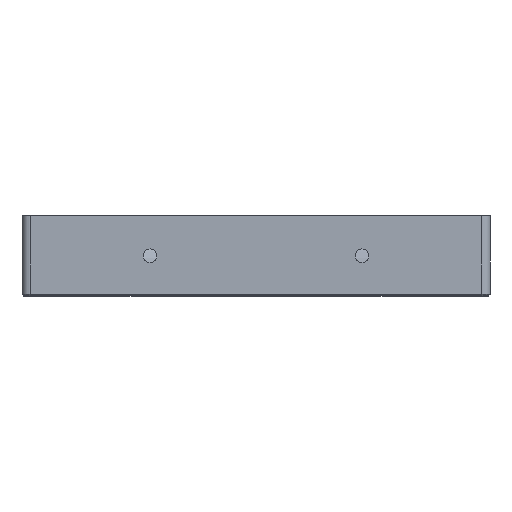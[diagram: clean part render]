
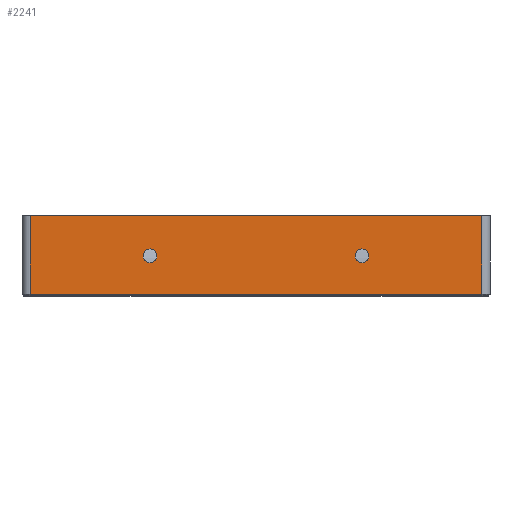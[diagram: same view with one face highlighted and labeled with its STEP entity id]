
A CAD part, top view. The second image highlights one B-rep face of the part: STEP entity #2241.
In plain terms, the highlighted face is planar.
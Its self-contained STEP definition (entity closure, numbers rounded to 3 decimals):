
#39=FACE_BOUND('',#810,.T.);
#40=FACE_BOUND('',#811,.T.);
#79=PLANE('',#2482);
#274=LINE('',#3884,#472);
#310=LINE('',#4112,#508);
#311=LINE('',#4114,#509);
#312=LINE('',#4115,#510);
#472=VECTOR('',#2940,10.);
#508=VECTOR('',#3100,10.);
#509=VECTOR('',#3101,10.);
#510=VECTOR('',#3102,10.);
#671=FACE_OUTER_BOUND('',#809,.T.);
#809=EDGE_LOOP('',(#2025,#2026,#2027,#2028));
#810=EDGE_LOOP('',(#2029));
#811=EDGE_LOOP('',(#2030));
#937=CIRCLE('',#2483,1.7);
#938=CIRCLE('',#2484,1.7);
#1106=VERTEX_POINT('',#3878);
#1107=VERTEX_POINT('',#3882);
#1141=VERTEX_POINT('',#4111);
#1142=VERTEX_POINT('',#4113);
#1143=VERTEX_POINT('',#4116);
#1144=VERTEX_POINT('',#4118);
#1381=EDGE_CURVE('',#1106,#1107,#274,.T.);
#1450=EDGE_CURVE('',#1106,#1141,#310,.T.);
#1451=EDGE_CURVE('',#1142,#1141,#311,.T.);
#1452=EDGE_CURVE('',#1107,#1142,#312,.T.);
#1453=EDGE_CURVE('',#1143,#1143,#937,.T.);
#1454=EDGE_CURVE('',#1144,#1144,#938,.T.);
#2025=ORIENTED_EDGE('',*,*,#1381,.F.);
#2026=ORIENTED_EDGE('',*,*,#1450,.T.);
#2027=ORIENTED_EDGE('',*,*,#1451,.F.);
#2028=ORIENTED_EDGE('',*,*,#1452,.F.);
#2029=ORIENTED_EDGE('',*,*,#1453,.T.);
#2030=ORIENTED_EDGE('',*,*,#1454,.T.);
#2241=ADVANCED_FACE('',(#671,#39,#40),#79,.F.);
#2482=AXIS2_PLACEMENT_3D('',#4110,#3098,#3099);
#2483=AXIS2_PLACEMENT_3D('',#4117,#3103,#3104);
#2484=AXIS2_PLACEMENT_3D('',#4119,#3105,#3106);
#2940=DIRECTION('',(-1.,0.,0.));
#3098=DIRECTION('center_axis',(0.,1.,0.));
#3099=DIRECTION('ref_axis',(1.,0.,0.));
#3100=DIRECTION('',(0.,0.,1.));
#3101=DIRECTION('',(1.,0.,0.));
#3102=DIRECTION('',(0.,0.,1.));
#3103=DIRECTION('center_axis',(0.,1.,0.));
#3104=DIRECTION('ref_axis',(-1.,0.,0.));
#3105=DIRECTION('center_axis',(0.,1.,0.));
#3106=DIRECTION('ref_axis',(-1.,0.,0.));
#3878=CARTESIAN_POINT('',(183.5,281.,-128.696));
#3882=CARTESIAN_POINT('',(70.5,281.,-128.696));
#3884=CARTESIAN_POINT('',(97.75,281.,-128.696));
#4110=CARTESIAN_POINT('Origin',(68.5,281.,-109.096));
#4111=CARTESIAN_POINT('',(183.5,281.,-109.096));
#4112=CARTESIAN_POINT('',(183.5,281.,-109.096));
#4113=CARTESIAN_POINT('',(70.5,281.,-109.096));
#4114=CARTESIAN_POINT('',(65.5,281.,-109.096));
#4115=CARTESIAN_POINT('',(70.5,281.,-109.096));
#4116=CARTESIAN_POINT('',(155.2,281.,-119.096));
#4117=CARTESIAN_POINT('Origin',(153.5,281.,-119.096));
#4118=CARTESIAN_POINT('',(102.2,281.,-119.096));
#4119=CARTESIAN_POINT('Origin',(100.5,281.,-119.096));
